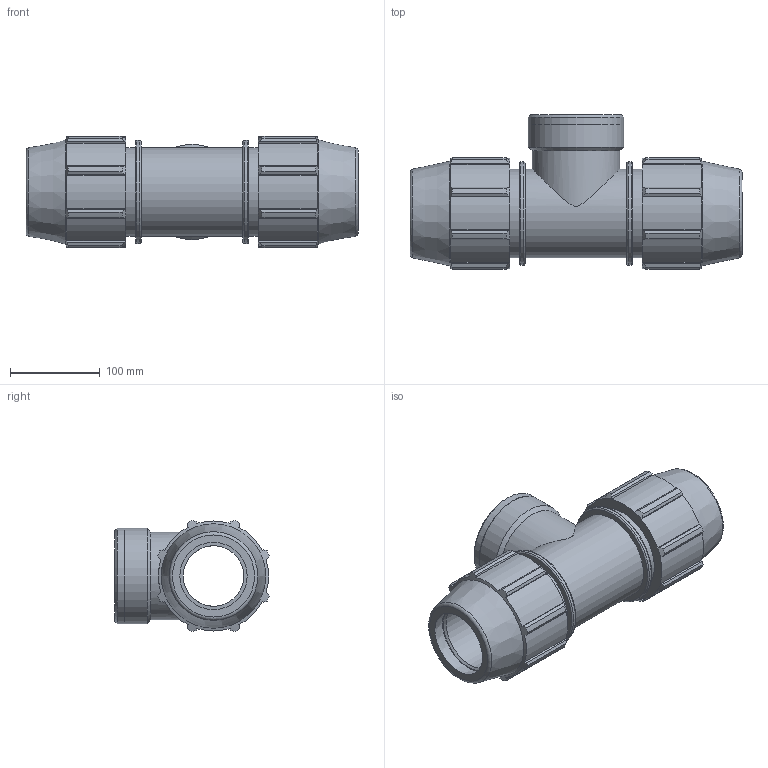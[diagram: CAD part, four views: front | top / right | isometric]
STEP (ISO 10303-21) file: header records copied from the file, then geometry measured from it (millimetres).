
FILE_DESCRIPTION(/* description */ ('PLASSON TEE WITH THREADED FEMALE OFFTAKE 75-3"-75'),/* implementation_level */ '2;1');
FILE_NAME(/* name */ '871400075030_181400075030_841406075030.ipt.stp',/* time_stamp */ '2018-03-25T20:10:57+03:00',/* author */ ('KIM'),/* organization */ (''),/* preprocessor_version */ 'ST-DEVELOPER v15.6',/* originating_system */ 'Autodesk Inventor 2015',/* authorisation */ '');
FILE_SCHEMA (('AUTOMOTIVE_DESIGN { 1 0 10303 214 3 1 1 }'));
Length unit declared in the file: millimetre
Products named in the file (1): 871400075030_181400075030_841406075030
Bounding box: 370 x 172.1 x 124.2 mm (x, y, z)
Volume: 2214675.3 mm3; surface area: 286790.2 mm2
Topology: 1 solids, 1 shells, 157 faces, 419 edges, 275 vertices
Faces by surface type: plane 79, cylinder 45, cone 27, torus 6
Full cylindrical faces by diameter (mm): 67.5 x2, 75 x2, 84.926 x1, 97.665 x1, 99 x3, 106.157 x2, 114.84 x2
Entity records: 4734 total; most frequent: CARTESIAN_POINT 1025, ORIENTED_EDGE 762, DIRECTION 756, EDGE_CURVE 381, AXIS2_PLACEMENT_3D 282, VERTEX_POINT 269, EDGE_LOOP 204, LINE 192
